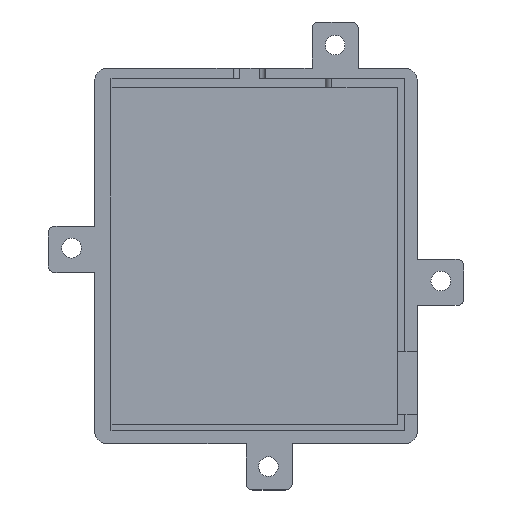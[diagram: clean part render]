
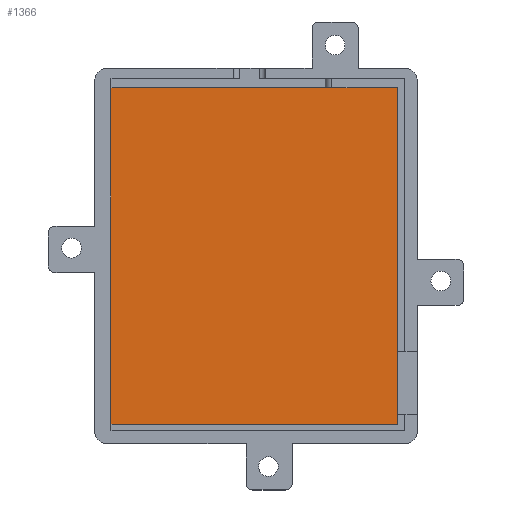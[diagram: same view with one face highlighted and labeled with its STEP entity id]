
A CAD part, top view. The second image highlights one B-rep face of the part: STEP entity #1366.
In plain terms, the highlighted planar face has unit normal (0, 0, 1).
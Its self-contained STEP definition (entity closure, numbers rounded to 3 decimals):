
#167=FACE_OUTER_BOUND('',#245,.T.);
#245=EDGE_LOOP('',(#1244,#1245,#1246,#1247));
#355=LINE('',#2189,#501);
#388=LINE('',#2338,#534);
#389=LINE('',#2341,#535);
#391=LINE('',#2345,#537);
#501=VECTOR('',#1753,10.);
#534=VECTOR('',#1898,10.);
#535=VECTOR('',#1901,10.);
#537=VECTOR('',#1907,10.);
#641=VERTEX_POINT('',#2186);
#642=VERTEX_POINT('',#2188);
#666=VERTEX_POINT('',#2336);
#667=VERTEX_POINT('',#2340);
#798=EDGE_CURVE('',#642,#641,#355,.F.);
#858=EDGE_CURVE('',#641,#666,#388,.F.);
#859=EDGE_CURVE('',#667,#642,#389,.F.);
#861=EDGE_CURVE('',#666,#667,#391,.F.);
#1244=ORIENTED_EDGE('',*,*,#798,.T.);
#1245=ORIENTED_EDGE('',*,*,#858,.T.);
#1246=ORIENTED_EDGE('',*,*,#861,.T.);
#1247=ORIENTED_EDGE('',*,*,#859,.T.);
#1298=PLANE('',#1523);
#1366=ADVANCED_FACE('',(#167),#1298,.T.);
#1523=AXIS2_PLACEMENT_3D('',#2346,#1908,#1909);
#1753=DIRECTION('',(1.,0.,0.));
#1898=DIRECTION('',(0.,1.,0.));
#1901=DIRECTION('',(0.,-1.,0.));
#1907=DIRECTION('',(-1.,0.,0.));
#1908=DIRECTION('center_axis',(0.,0.,1.));
#1909=DIRECTION('ref_axis',(1.,0.,0.));
#2186=CARTESIAN_POINT('',(47.5,-49.,-5.5));
#2188=CARTESIAN_POINT('',(91.,-49.,-5.5));
#2189=CARTESIAN_POINT('',(58.5,-49.,-5.5));
#2336=CARTESIAN_POINT('',(47.5,-100.,-5.5));
#2338=CARTESIAN_POINT('',(47.5,-61.75,-5.5));
#2340=CARTESIAN_POINT('',(91.,-100.,-5.5));
#2341=CARTESIAN_POINT('',(91.,-61.05,-5.5));
#2345=CARTESIAN_POINT('',(80.8,-100.,-5.5));
#2346=CARTESIAN_POINT('Origin',(69.5,-74.5,-5.5));
